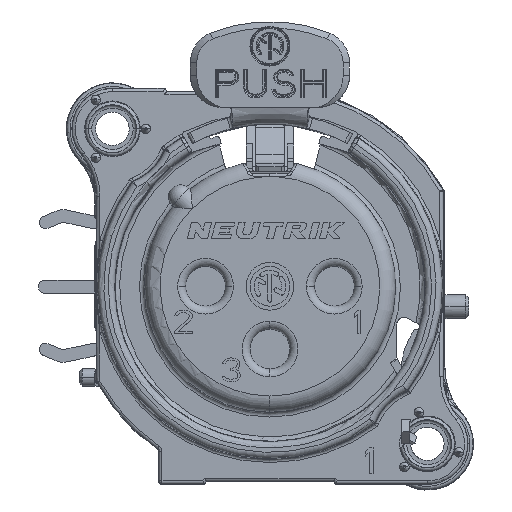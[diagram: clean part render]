
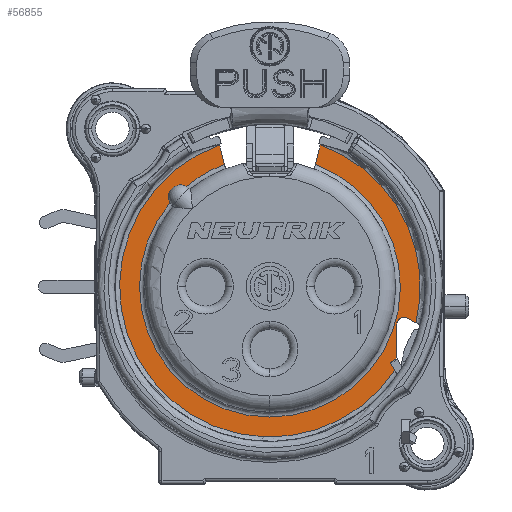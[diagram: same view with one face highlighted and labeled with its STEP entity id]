
A CAD part, top view. The second image highlights one B-rep face of the part: STEP entity #56855.
In plain terms, the highlighted planar face has unit normal (0, 0, 1).
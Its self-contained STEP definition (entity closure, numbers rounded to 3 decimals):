
#6792=CARTESIAN_POINT('',(0.,0.,-5.85));
#6793=DIRECTION('',(0.,0.,1.));
#6794=DIRECTION('',(0.971,-0.24,0.));
#6795=AXIS2_PLACEMENT_3D('',#6792,#6793,#6794);
#6866=CARTESIAN_POINT('',(0.,0.,-5.85));
#6867=DIRECTION('',(0.,0.,1.));
#6868=DIRECTION('',(-0.334,0.942,0.));
#6869=AXIS2_PLACEMENT_3D('',#6866,#6867,#6868);
#6911=DIRECTION('',(0.883,-0.469,0.));
#6912=VECTOR('',#6911,0.574);
#6913=CARTESIAN_POINT('',(8.668,-1.994,-5.85));
#6914=LINE('',#6913,#6912);
#13267=CARTESIAN_POINT('',(0.,0.,-5.85));
#13268=DIRECTION('',(0.,0.,-1.));
#13269=DIRECTION('',(-0.643,0.766,0.));
#13270=AXIS2_PLACEMENT_3D('',#13267,#13268,#13269);
#13604=CARTESIAN_POINT('',(0.,0.,-5.85));
#13605=DIRECTION('',(0.,0.,1.));
#13606=DIRECTION('',(-0.766,0.643,0.));
#13607=AXIS2_PLACEMENT_3D('',#13604,#13605,#13606);
#13609=DIRECTION('',(0.24,0.971,0.));
#13610=VECTOR('',#13609,1.257);
#13611=CARTESIAN_POINT('',(2.859,7.685,-5.85));
#13612=LINE('',#13611,#13610);
#13613=CARTESIAN_POINT('',(7.94,-2.446,-5.85));
#13614=CARTESIAN_POINT('',(7.94,-2.377,-5.85));
#13615=CARTESIAN_POINT('',(7.963,-2.276,-5.85));
#13616=CARTESIAN_POINT('',(8.038,-2.123,-5.85));
#13617=CARTESIAN_POINT('',(8.171,-1.998,-5.85));
#13618=CARTESIAN_POINT('',(8.34,-1.934,-5.85));
#13619=CARTESIAN_POINT('',(8.508,-1.936,-5.85));
#13620=CARTESIAN_POINT('',(8.607,-1.962,-5.85));
#13621=CARTESIAN_POINT('',(8.668,-1.994,-5.85));
#13623=DIRECTION('',(0.,1.,0.));
#13624=VECTOR('',#13623,2.678);
#13625=CARTESIAN_POINT('',(7.94,-5.124,-5.85));
#13626=LINE('',#13625,#13624);
#13627=DIRECTION('',(0.24,-0.971,0.));
#13628=VECTOR('',#13627,1.257);
#13629=CARTESIAN_POINT('',(-3.161,8.906,-5.85));
#13630=LINE('',#13629,#13628);
#13631=CARTESIAN_POINT('',(-5.621,5.621,-5.85));
#13632=DIRECTION('',(0.,0.,-1.));
#13633=DIRECTION('',(-0.882,-0.47,0.));
#13634=AXIS2_PLACEMENT_3D('',#13631,#13632,#13633);
#33271=CARTESIAN_POINT('',(2.859,7.685,-5.85));
#33272=CARTESIAN_POINT('',(3.161,8.906,-5.85));
#33273=VERTEX_POINT('',#33271);
#33274=VERTEX_POINT('',#33272);
#33275=CARTESIAN_POINT('',(-3.161,8.906,-5.85));
#33276=CARTESIAN_POINT('',(-2.859,7.685,-5.85));
#33277=VERTEX_POINT('',#33275);
#33278=VERTEX_POINT('',#33276);
#33287=CARTESIAN_POINT('',(-6.283,5.269,-5.85));
#33288=CARTESIAN_POINT('',(-5.269,6.283,-5.85));
#33289=VERTEX_POINT('',#33287);
#33290=VERTEX_POINT('',#33288);
#34168=CARTESIAN_POINT('',(9.175,-2.264,-5.85));
#34169=VERTEX_POINT('',#34168);
#34272=CARTESIAN_POINT('',(7.94,-5.124,-5.85));
#34273=VERTEX_POINT('',#34272);
#34356=CARTESIAN_POINT('',(7.94,-2.446,-5.85));
#34358=VERTEX_POINT('',#34356);
#34359=CARTESIAN_POINT('',(8.668,-1.994,-5.85));
#34360=VERTEX_POINT('',#34359);
#56836=CARTESIAN_POINT('',(0.,0.,-5.85));
#56837=DIRECTION('',(0.,0.,1.));
#56838=DIRECTION('',(0.,-1.,0.));
#56839=AXIS2_PLACEMENT_3D('',#56836,#56837,#56838);
#56840=PLANE('',#56839);
#56841=ORIENTED_EDGE('',*,*,#56310,.T.);
#56842=ORIENTED_EDGE('',*,*,#56352,.T.);
#56843=ORIENTED_EDGE('',*,*,#47950,.F.);
#56844=ORIENTED_EDGE('',*,*,#48003,.F.);
#56846=ORIENTED_EDGE('',*,*,#56845,.F.);
#56847=ORIENTED_EDGE('',*,*,#48038,.F.);
#56848=ORIENTED_EDGE('',*,*,#47970,.F.);
#56849=ORIENTED_EDGE('',*,*,#56224,.T.);
#56850=ORIENTED_EDGE('',*,*,#56331,.F.);
#56852=ORIENTED_EDGE('',*,*,#56851,.F.);
#56853=EDGE_LOOP('',(#56841,#56842,#56843,#56844,#56846,#56847,#56848,#56849,
#56850,#56852));
#56854=FACE_OUTER_BOUND('',#56853,.F.);
#6796=CIRCLE('',#6795,9.45);
#6870=CIRCLE('',#6869,9.45);
#13271=CIRCLE('',#13270,8.2);
#13608=CIRCLE('',#13607,8.2);
#13622=B_SPLINE_CURVE_WITH_KNOTS('',3,(#13613,#13614,#13615,#13616,#13617,
#13618,#13619,#13620,#13621),.UNSPECIFIED.,.F.,.F.,(4,1,1,1,1,1,4),(0.,
0.125,0.25,0.5,0.75,0.875,1.),.UNSPECIFIED.);
#13635=CIRCLE('',#13634,0.75);
#47950=EDGE_CURVE('',#34169,#33274,#6796,.T.);
#47970=EDGE_CURVE('',#33277,#34273,#6870,.T.);
#48003=EDGE_CURVE('',#34360,#34169,#6914,.T.);
#48038=EDGE_CURVE('',#34273,#34358,#13626,.T.);
#56224=EDGE_CURVE('',#33277,#33278,#13630,.T.);
#56310=EDGE_CURVE('',#33289,#33273,#13608,.T.);
#56331=EDGE_CURVE('',#33290,#33278,#13271,.T.);
#56352=EDGE_CURVE('',#33273,#33274,#13612,.T.);
#56845=EDGE_CURVE('',#34358,#34360,#13622,.T.);
#56851=EDGE_CURVE('',#33289,#33290,#13635,.T.);
#56855=ADVANCED_FACE('',(#56854),#56840,.T.);
